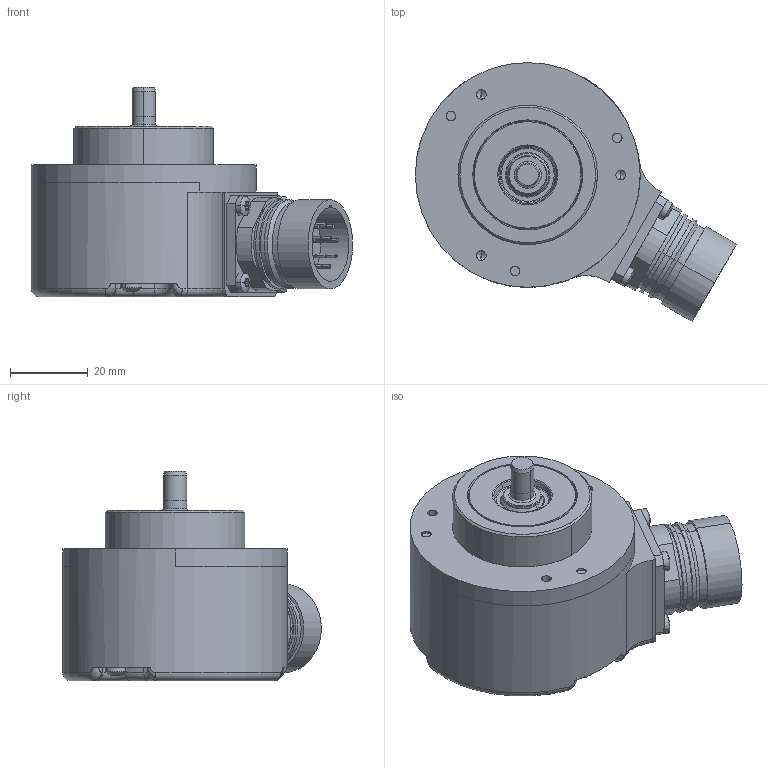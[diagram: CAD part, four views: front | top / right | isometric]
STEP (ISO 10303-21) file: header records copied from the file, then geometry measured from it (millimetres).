
FILE_DESCRIPTION((''),'2;1');
FILE_NAME('507677','2010-11-10T',('se2802'),(''),'PRO/ENGINEER BY PARAMETRIC TECHNOLOGY CORPORATION, 2010180','PRO/ENGINEER BY PARAMETRIC TECHNOLOGY CORPORATION, 2010180','');
FILE_SCHEMA(('CONFIG_CONTROL_DESIGN'));
Products named in the file (1): 507677
Bounding box: 82.9 x 66.76 x 54 mm (x, y, z)
Volume: 62494.9 mm3; surface area: 39961.4 mm2
Topology: 1 solids, 3 shells, 1532 faces, 4187 edges, 2716 vertices
Faces by surface type: cylinder 555, plane 482, extrusion 324, torus 77, cone 68, sphere 20, bspline 6
Entity records: 54637 total; most frequent: CARTESIAN_POINT 16130, ORIENTED_EDGE 8358, DIRECTION 7518, EDGE_CURVE 4179, AXIS2_PLACEMENT_3D 2761, VERTEX_POINT 2716, VECTOR 1996, EDGE_LOOP 1681
